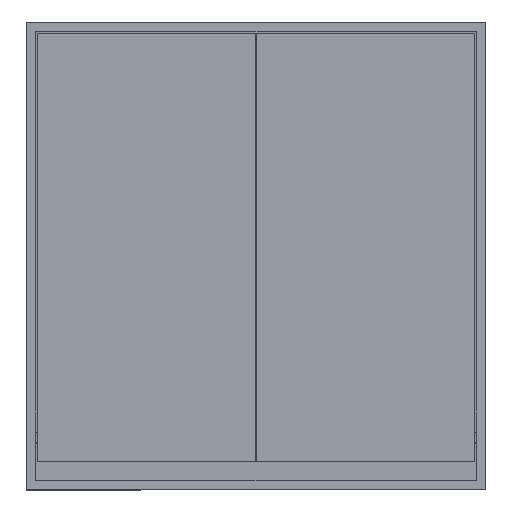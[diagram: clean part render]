
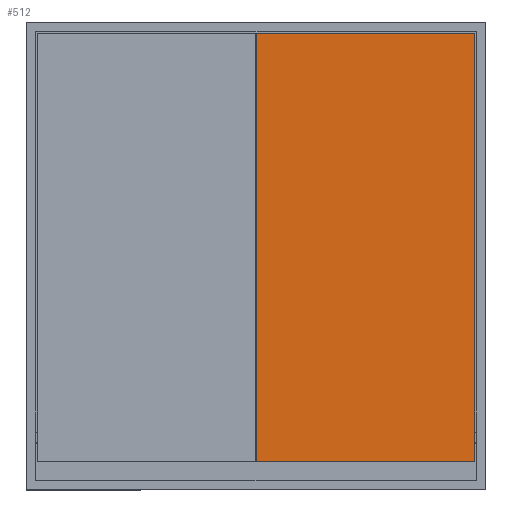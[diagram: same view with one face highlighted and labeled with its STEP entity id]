
A CAD part, top view. The second image highlights one B-rep face of the part: STEP entity #512.
In plain terms, the highlighted planar face has unit normal (0, 0, 1).
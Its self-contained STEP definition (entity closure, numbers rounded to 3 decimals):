
#73 = CARTESIAN_POINT ( 'NONE',  ( 1., -335.5, 130. ) ) ;
#94 = VERTEX_POINT ( 'NONE', #345 ) ;
#97 = DIRECTION ( 'NONE',  ( 1., 0., 0. ) ) ;
#130 = VECTOR ( 'NONE', #472, 1000. ) ;
#308 = CARTESIAN_POINT ( 'NONE',  ( 357., 363.5, 130. ) ) ;
#337 = DIRECTION ( 'NONE',  ( 0., 1., 0. ) ) ;
#345 = CARTESIAN_POINT ( 'NONE',  ( 1., 363.5, 130. ) ) ;
#367 = ORIENTED_EDGE ( 'NONE', *, *, #1124, .T. ) ;
#395 = CARTESIAN_POINT ( 'NONE',  ( 357., -335.5, 130. ) ) ;
#433 = CARTESIAN_POINT ( 'NONE',  ( 357., 363.5, 130. ) ) ;
#472 = DIRECTION ( 'NONE',  ( -1., 0., 0. ) ) ;
#497 = LINE ( 'NONE', #851, #631 ) ;
#512 = ADVANCED_FACE ( 'NONE', ( #1128 ), #695, .T. ) ;
#529 = VERTEX_POINT ( 'NONE', #395 ) ;
#543 = DIRECTION ( 'NONE',  ( 1., 0., 0. ) ) ;
#579 = ORIENTED_EDGE ( 'NONE', *, *, #624, .T. ) ;
#624 = EDGE_CURVE ( 'NONE', #529, #900, #1180, .T. ) ;
#631 = VECTOR ( 'NONE', #337, 1000. ) ;
#683 = CARTESIAN_POINT ( 'NONE',  ( -357., 363.5, 130. ) ) ;
#687 = ORIENTED_EDGE ( 'NONE', *, *, #1068, .F. ) ;
#695 = PLANE ( 'NONE',  #1204 ) ;
#697 = EDGE_LOOP ( 'NONE', ( #687, #1189, #579, #367 ) ) ;
#711 = CARTESIAN_POINT ( 'NONE',  ( 0., 0., 130. ) ) ;
#717 = DIRECTION ( 'NONE',  ( 0., 0., 1. ) ) ;
#817 = LINE ( 'NONE', #683, #130 ) ;
#851 = CARTESIAN_POINT ( 'NONE',  ( 1., 363.5, 130. ) ) ;
#881 = LINE ( 'NONE', #1160, #1129 ) ;
#894 = VECTOR ( 'NONE', #1035, 1000. ) ;
#900 = VERTEX_POINT ( 'NONE', #433 ) ;
#1035 = DIRECTION ( 'NONE',  ( 0., 1., 0. ) ) ;
#1068 = EDGE_CURVE ( 'NONE', #1153, #94, #497, .T. ) ;
#1124 = EDGE_CURVE ( 'NONE', #900, #94, #817, .T. ) ;
#1128 = FACE_OUTER_BOUND ( 'NONE', #697, .T. ) ;
#1129 = VECTOR ( 'NONE', #543, 1000. ) ;
#1153 = VERTEX_POINT ( 'NONE', #73 ) ;
#1160 = CARTESIAN_POINT ( 'NONE',  ( -357., -335.5, 130. ) ) ;
#1180 = LINE ( 'NONE', #308, #894 ) ;
#1189 = ORIENTED_EDGE ( 'NONE', *, *, #1287, .T. ) ;
#1204 = AXIS2_PLACEMENT_3D ( 'NONE', #711, #717, #97 ) ;
#1287 = EDGE_CURVE ( 'NONE', #1153, #529, #881, .T. ) ;
